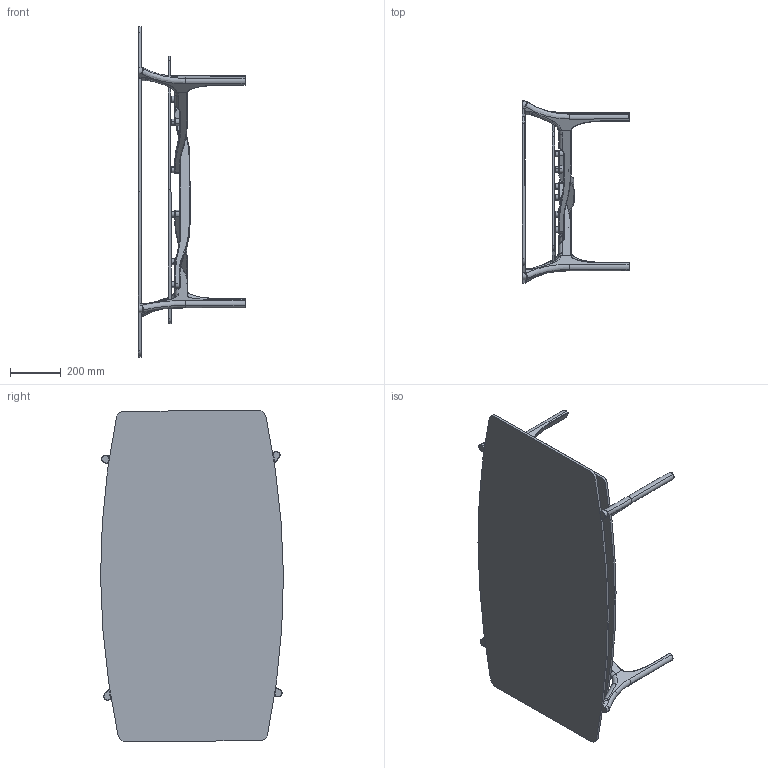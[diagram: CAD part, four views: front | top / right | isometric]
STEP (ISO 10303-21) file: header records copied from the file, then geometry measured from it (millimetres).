
FILE_DESCRIPTION (( 'STEP AP203' ), '1' );
FILE_NAME ('MI-480-00-02-F210623- CARLINA LOW TABLE DOBLE.STEP', '2024-05-14T15:43:34', ( '' ), ( '' ), 'SwSTEP 2.0', 'SolidWorks 2022', '' );
FILE_SCHEMA (( 'CONFIG_CONTROL_DESIGN' ));
Length unit declared in the file: millimetre
Products named in the file (9): PE-23-00-00-01-F091023- VIDRIO 2; MI-480-01-02-04-F210623-SOBRE 130X72; MI-480-00-02-F210623- CARLINA LOW TABLE DOBLE; MI-480-01-02-03-F290224-PATA A; MI-480-01-02-02-F160424-PATA B; MI-480-01-03-03-F130623-CASQUILLO; Tornillo DIN 912 M6x30; MI-480-01-02-01-F160424-TRAVESAÑO; Arandela DIN9021 M6
Assembly tree (25 placements, depth 2):
  MI-480-00-02-F210623- CARLINA LOW TABLE DOBLE
    MI-480-01-02-01-F160424-TRAVESAÑO
    MI-480-01-02-03-F290224-PATA A  x2
    MI-480-01-02-02-F160424-PATA B  x2
    MI-480-01-02-04-F210623-SOBRE 130X72
    Arandela DIN9021 M6  x6
    Tornillo DIN 912 M6x30  x6
    MI-480-01-03-03-F130623-CASQUILLO  x6
    PE-23-00-00-01-F091023- VIDRIO 2
Bounding box: 421.89 x 720 x 1302.76 mm (x, y, z)
Volume: 18195027.6 mm3; surface area: 3474995.8 mm2
Topology: 33 solids, 33 shells, 809 faces, 1835 edges, 1098 vertices
Faces by surface type: cylinder 375, plane 152, torus 138, cone 64, bspline 60, sphere 20
Entity records: 15892 total; most frequent: CARTESIAN_POINT 5135, DIRECTION 2160, ORIENTED_EDGE 1844, AXIS2_PLACEMENT_3D 922, EDGE_CURVE 922, VERTEX_POINT 555, CIRCLE 515, EDGE_LOOP 451
